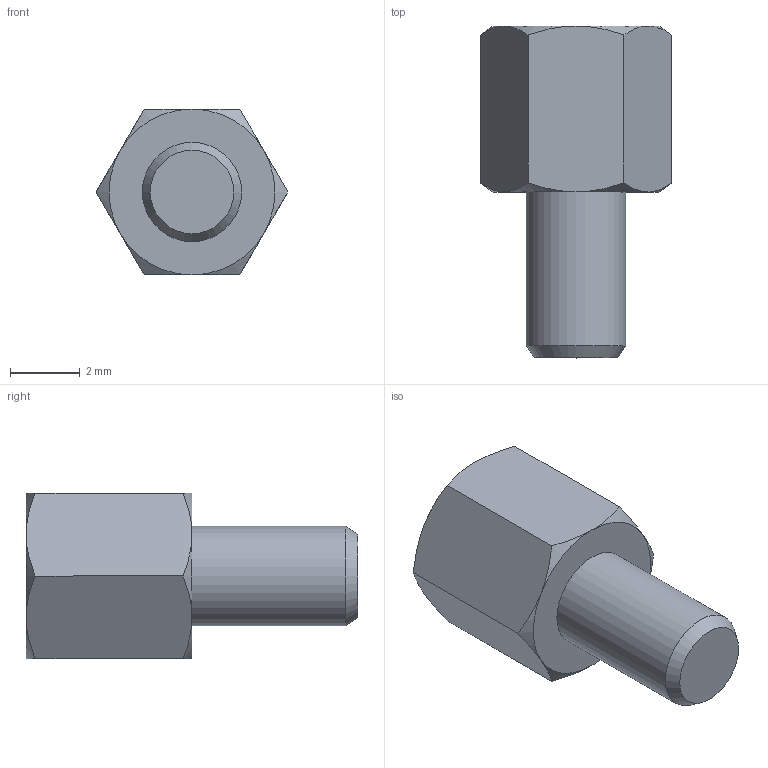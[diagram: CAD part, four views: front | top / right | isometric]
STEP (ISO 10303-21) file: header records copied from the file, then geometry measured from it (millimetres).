
FILE_DESCRIPTION(('FreeCAD Model'),'2;1');
FILE_NAME('Keystone 7246 Jack Screw.step', '2022-09-03T17:48:13',('Author'),(''), 'Open CASCADE STEP processor 7.3','FreeCAD','Unknown');
FILE_SCHEMA(('AUTOMOTIVE_DESIGN { 1 0 10303 214 1 1 1 1 }'));
Length unit declared in the file: millimetre
Products named in the file (1): Keystone_7246_Jack_Screw
Bounding box: 5.48 x 9.5 x 4.75 mm (x, y, z)
Volume: 102.7 mm3; surface area: 184.2 mm2
Topology: 1 solids, 1 shells, 27 faces, 56 edges, 33 vertices
Faces by surface type: cone 14, plane 10, cylinder 3
Full cylindrical faces by diameter (mm): 2.388 x1, 2.845 x2
Entity records: 921 total; most frequent: CARTESIAN_POINT 193, ORIENTED_EDGE 110, DIRECTION 102, EDGE_CURVE 55, AXIS2_PLACEMENT_3D 48, VERTEX_POINT 33, FACE_BOUND 30, EDGE_LOOP 30
